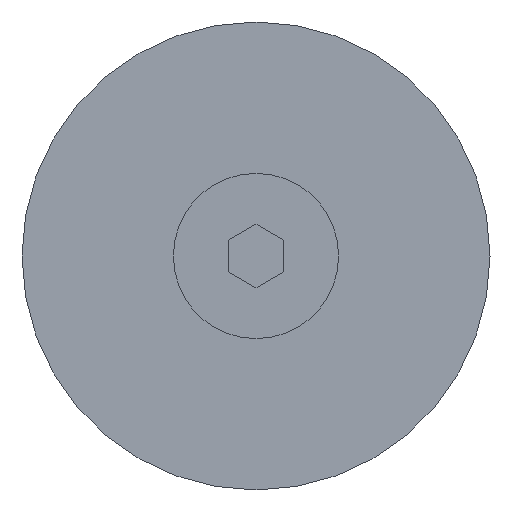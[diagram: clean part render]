
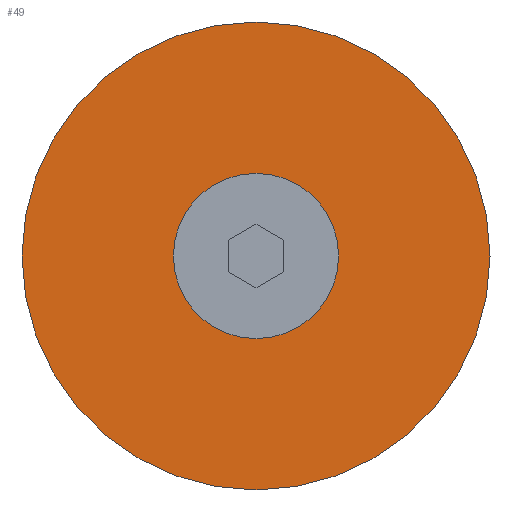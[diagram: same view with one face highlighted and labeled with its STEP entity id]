
A CAD part, front view. The second image highlights one B-rep face of the part: STEP entity #49.
In plain terms, the highlighted planar face has unit normal (0, -1, 0).
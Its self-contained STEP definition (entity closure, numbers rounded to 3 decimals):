
#49 = ADVANCED_FACE ( 'NONE', ( #1478, #1192 ), #875, .F. ) ;
#59 = CARTESIAN_POINT ( 'NONE',  ( 0., -18., -17. ) ) ;
#176 = EDGE_CURVE ( 'NONE', #1244, #602, #670, .T. ) ;
#177 = DIRECTION ( 'NONE',  ( 0., 1., 0. ) ) ;
#189 = EDGE_LOOP ( 'NONE', ( #859, #360 ) ) ;
#249 = DIRECTION ( 'NONE',  ( 0., 0., 1. ) ) ;
#293 = CARTESIAN_POINT ( 'NONE',  ( 0., -18., 0. ) ) ;
#297 = CARTESIAN_POINT ( 'NONE',  ( 0., -18., -6. ) ) ;
#317 = CARTESIAN_POINT ( 'NONE',  ( 0., -18., 6. ) ) ;
#360 = ORIENTED_EDGE ( 'NONE', *, *, #1261, .F. ) ;
#364 = AXIS2_PLACEMENT_3D ( 'NONE', #293, #516, #1196 ) ;
#386 = CIRCLE ( 'NONE', #364, 6. ) ;
#516 = DIRECTION ( 'NONE',  ( 0., -1., 0. ) ) ;
#585 = AXIS2_PLACEMENT_3D ( 'NONE', #1443, #861, #988 ) ;
#602 = VERTEX_POINT ( 'NONE', #59 ) ;
#604 = EDGE_CURVE ( 'NONE', #816, #1259, #386, .T. ) ;
#670 = CIRCLE ( 'NONE', #1350, 17. ) ;
#750 = ORIENTED_EDGE ( 'NONE', *, *, #176, .F. ) ;
#816 = VERTEX_POINT ( 'NONE', #317 ) ;
#825 = CARTESIAN_POINT ( 'NONE',  ( 0., -18., 0. ) ) ;
#829 = DIRECTION ( 'NONE',  ( 0., 1., 0. ) ) ;
#859 = ORIENTED_EDGE ( 'NONE', *, *, #604, .F. ) ;
#861 = DIRECTION ( 'NONE',  ( 0., -1., 0. ) ) ;
#867 = CARTESIAN_POINT ( 'NONE',  ( 0., -18., 17. ) ) ;
#875 = PLANE ( 'NONE',  #1039 ) ;
#902 = EDGE_LOOP ( 'NONE', ( #750, #1035 ) ) ;
#974 = CIRCLE ( 'NONE', #585, 6. ) ;
#988 = DIRECTION ( 'NONE',  ( 0., 0., 1. ) ) ;
#1035 = ORIENTED_EDGE ( 'NONE', *, *, #1058, .F. ) ;
#1039 = AXIS2_PLACEMENT_3D ( 'NONE', #1346, #177, #1449 ) ;
#1058 = EDGE_CURVE ( 'NONE', #602, #1244, #1441, .T. ) ;
#1139 = DIRECTION ( 'NONE',  ( 0., 1., 0. ) ) ;
#1142 = CARTESIAN_POINT ( 'NONE',  ( 0., -18., 0. ) ) ;
#1192 = FACE_BOUND ( 'NONE', #189, .T. ) ;
#1196 = DIRECTION ( 'NONE',  ( 0., 0., 1. ) ) ;
#1214 = AXIS2_PLACEMENT_3D ( 'NONE', #825, #829, #249 ) ;
#1244 = VERTEX_POINT ( 'NONE', #867 ) ;
#1259 = VERTEX_POINT ( 'NONE', #297 ) ;
#1261 = EDGE_CURVE ( 'NONE', #1259, #816, #974, .T. ) ;
#1346 = CARTESIAN_POINT ( 'NONE',  ( 17., -18., 0. ) ) ;
#1350 = AXIS2_PLACEMENT_3D ( 'NONE', #1142, #1139, #1473 ) ;
#1441 = CIRCLE ( 'NONE', #1214, 17. ) ;
#1443 = CARTESIAN_POINT ( 'NONE',  ( 0., -18., 0. ) ) ;
#1449 = DIRECTION ( 'NONE',  ( 0., 0., 1. ) ) ;
#1473 = DIRECTION ( 'NONE',  ( 0., 0., 1. ) ) ;
#1478 = FACE_OUTER_BOUND ( 'NONE', #902, .T. ) ;
